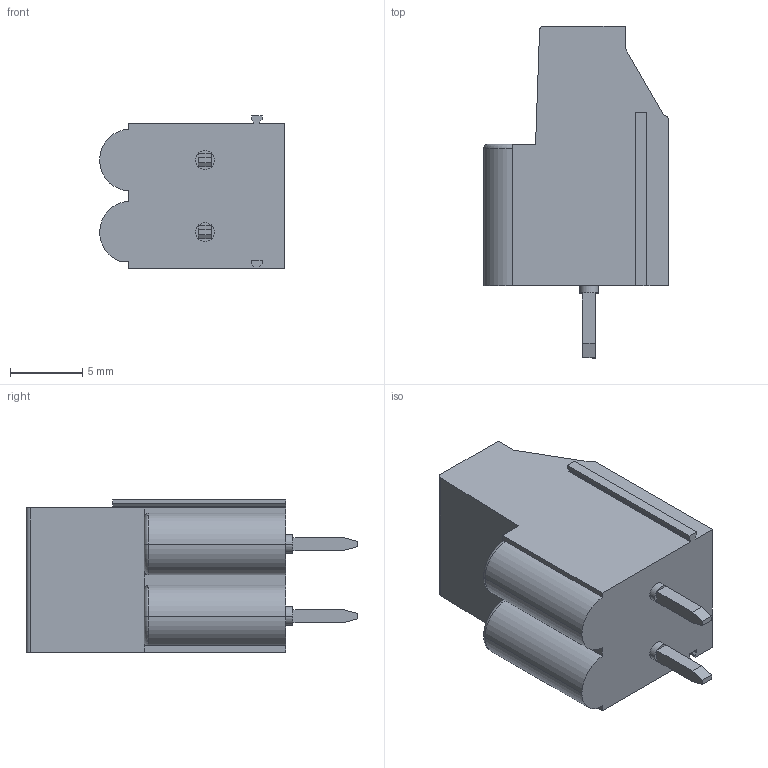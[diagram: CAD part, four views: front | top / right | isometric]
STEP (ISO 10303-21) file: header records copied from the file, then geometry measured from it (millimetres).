
FILE_DESCRIPTION(('STEP AP214'),'1');
FILE_NAME('1714023.stp','2015-09-14T18:12:19',('TraceParts'),('TraceParts S.A.'),'Spatial InterOp 3D',' ',' ');
FILE_SCHEMA(('automotive_design'));
Length unit declared in the file: millimetre
Products named in the file (1): mkdsp_3-2|1#mkdsp_3-2;mkdsp_3-2
Bounding box: 12.8 x 23 x 10.57 mm (x, y, z)
Volume: 1595.6 mm3; surface area: 1351.6 mm2
Topology: 1 solids, 1 shells, 172 faces, 440 edges, 286 vertices
Faces by surface type: plane 120, cylinder 48, torus 4
Entity records: 6798 total; most frequent: CARTESIAN_POINT 1121, DIRECTION 899, ORIENTED_EDGE 880, EDGE_CURVE 440, LINE 317, VECTOR 317, AXIS2_PLACEMENT_3D 291, VERTEX_POINT 286
